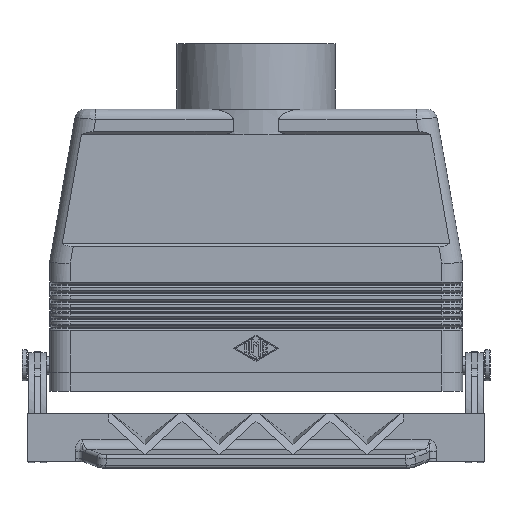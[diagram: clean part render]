
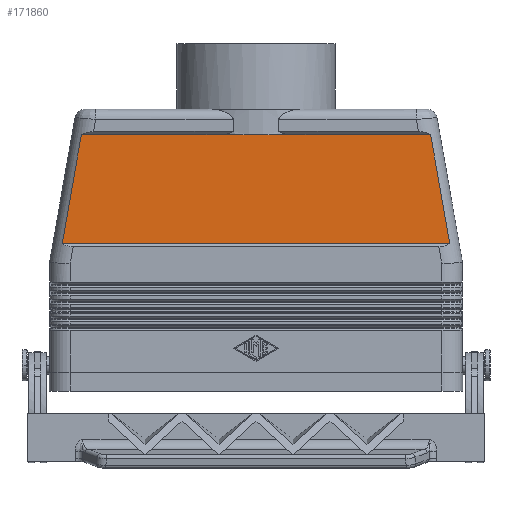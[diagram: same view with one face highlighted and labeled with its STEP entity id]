
A CAD part, front view. The second image highlights one B-rep face of the part: STEP entity #171860.
In plain terms, the highlighted planar face has unit normal (0, -1, 0).
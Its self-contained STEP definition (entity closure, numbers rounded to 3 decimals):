
#11510=CARTESIAN_POINT('',(-50.751,-20.5,74.5));
#11520=VERTEX_POINT('',#11510);
#11550=CARTESIAN_POINT('',(-57.331,-20.5,37.185));
#11560=DIRECTION('',(0.174,0.,0.985));
#11570=VECTOR('',#11560,1.);
#11580=LINE('',#11550,#11570);
#11590=CARTESIAN_POINT('',(-56.305,-20.5,43.));
#11600=VERTEX_POINT('',#11590);
#11610=EDGE_CURVE('',#11600,#11520,#11580,.T.);
#46440=CARTESIAN_POINT('',(-9.274,-20.5,74.5));
#46450=VERTEX_POINT('',#46440);
#46790=CARTESIAN_POINT('',(9.274,-20.5,74.5));
#46800=VERTEX_POINT('',#46790);
#48300=CARTESIAN_POINT('',(56.305,-20.5,43.));
#48310=VERTEX_POINT('',#48300);
#48340=CARTESIAN_POINT('',(49.856,-20.5,79.576));
#48350=DIRECTION('',(0.174,0.,-0.985));
#48360=VECTOR('',#48350,1.);
#48370=LINE('',#48340,#48360);
#48380=CARTESIAN_POINT('',(50.751,-20.5,74.5));
#48390=VERTEX_POINT('',#48380);
#48400=EDGE_CURVE('',#48390,#48310,#48370,.T.);
#166750=CARTESIAN_POINT('',(0.,-20.5,74.5));
#166760=DIRECTION('',(-1.,0.,0.));
#166770=VECTOR('',#166760,1.);
#166780=LINE('',#166750,#166770);
#166790=EDGE_CURVE('',#46800,#46450,#166780,.T.);
#170810=CARTESIAN_POINT('',(0.,-20.5,74.5));
#170820=DIRECTION('',(-1.,0.,0.));
#170830=VECTOR('',#170820,1.);
#170840=LINE('',#170810,#170830);
#170850=EDGE_CURVE('',#46450,#11520,#170840,.T.);
#171000=CARTESIAN_POINT('',(0.,-20.5,74.5));
#171010=DIRECTION('',(-1.,0.,0.));
#171020=VECTOR('',#171010,1.);
#171030=LINE('',#171000,#171020);
#171040=EDGE_CURVE('',#48390,#46800,#171030,.T.);
#171680=CARTESIAN_POINT('',(-67.567,-20.5,77.65));
#171690=DIRECTION('',(-0.,-1.,-0.));
#171700=DIRECTION('',(-1.,0.,0.));
#171710=AXIS2_PLACEMENT_3D('',#171680,#171690,#171700);
#171720=PLANE('',#171710);
#171730=ORIENTED_EDGE('',*,*,#170850,.T.);
#171740=ORIENTED_EDGE('',*,*,#166790,.T.);
#171750=ORIENTED_EDGE('',*,*,#171040,.T.);
#171760=ORIENTED_EDGE('',*,*,#48400,.F.);
#171770=CARTESIAN_POINT('',(0.,-20.5,43.));
#171780=DIRECTION('',(-1.,0.,0.));
#171790=VECTOR('',#171780,1.);
#171800=LINE('',#171770,#171790);
#171810=EDGE_CURVE('',#48310,#11600,#171800,.T.);
#171820=ORIENTED_EDGE('',*,*,#171810,.F.);
#171830=ORIENTED_EDGE('',*,*,#11610,.F.);
#171840=EDGE_LOOP('',(#171830,#171820,#171760,#171750,#171740,#171730));
#171850=FACE_OUTER_BOUND('',#171840,.T.);
#171860=ADVANCED_FACE('',(#171850),#171720,.T.);
